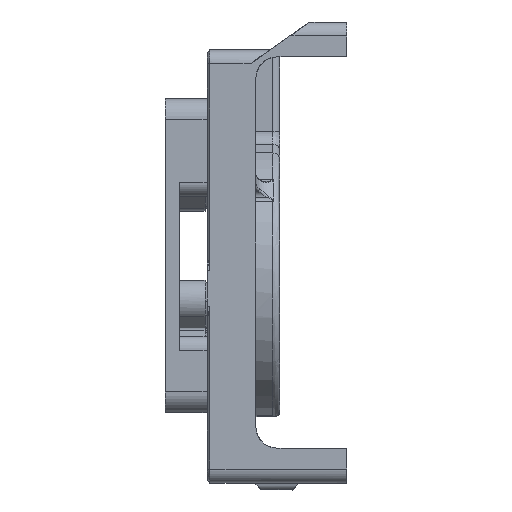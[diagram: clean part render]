
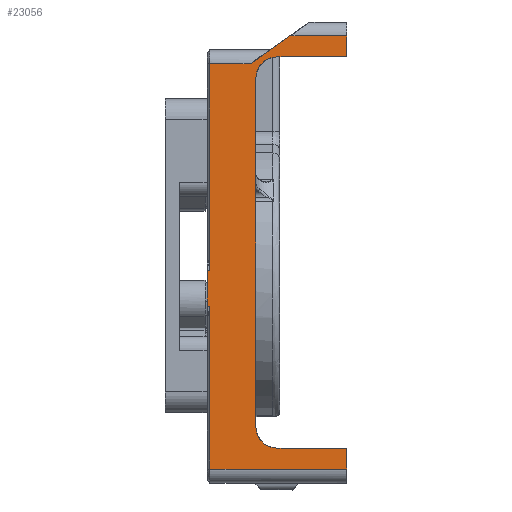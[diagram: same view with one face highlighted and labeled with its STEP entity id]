
A CAD part, left-side view. The second image highlights one B-rep face of the part: STEP entity #23056.
In plain terms, the highlighted planar face has unit normal (-1, 0, 0).
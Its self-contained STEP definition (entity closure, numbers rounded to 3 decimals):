
#186 = VERTEX_POINT ( 'NONE', #20810 ) ;
#1320 = DIRECTION ( 'NONE',  ( 0., 0., 1. ) ) ;
#1359 = VERTEX_POINT ( 'NONE', #18362 ) ;
#2172 = CARTESIAN_POINT ( 'NONE',  ( 123.9, -29.856, 122.096 ) ) ;
#2391 = DIRECTION ( 'NONE',  ( 0., 1., 0. ) ) ;
#2614 = VECTOR ( 'NONE', #36712, 1000. ) ;
#2665 = ORIENTED_EDGE ( 'NONE', *, *, #14402, .T. ) ;
#3034 = DIRECTION ( 'NONE',  ( -1., 0., 0. ) ) ;
#4094 = VECTOR ( 'NONE', #14975, 1000. ) ;
#4130 = ORIENTED_EDGE ( 'NONE', *, *, #6344, .T. ) ;
#4615 = VECTOR ( 'NONE', #2391, 1000. ) ;
#4783 = EDGE_CURVE ( 'NONE', #29575, #24072, #5777, .T. ) ;
#5102 = VECTOR ( 'NONE', #12821, 1000. ) ;
#5574 = LINE ( 'NONE', #36972, #32881 ) ;
#5777 = CIRCLE ( 'NONE', #23081, 3. ) ;
#5983 = CARTESIAN_POINT ( 'NONE',  ( 123.9, 36.966, 83.414 ) ) ;
#6344 = EDGE_CURVE ( 'NONE', #17698, #16601, #5574, .T. ) ;
#6389 = CARTESIAN_POINT ( 'NONE',  ( 123.9, -38., 58.096 ) ) ;
#6469 = VECTOR ( 'NONE', #28408, 1000. ) ;
#6516 = DIRECTION ( 'NONE',  ( 0., -1., 0. ) ) ;
#6655 = EDGE_LOOP ( 'NONE', ( #23860, #7302, #4130, #8981, #25171, #19779, #9762, #33595, #21718, #13808, #9496, #2665, #31685, #33164, #18737, #30548 ) ) ;
#6728 = DIRECTION ( 'NONE',  ( 0., -1., 0. ) ) ;
#6853 = VERTEX_POINT ( 'NONE', #27563 ) ;
#6899 = VECTOR ( 'NONE', #26854, 1000. ) ;
#7302 = ORIENTED_EDGE ( 'NONE', *, *, #31482, .T. ) ;
#8282 = VERTEX_POINT ( 'NONE', #33303 ) ;
#8426 = CARTESIAN_POINT ( 'NONE',  ( 123.9, -38., 119.096 ) ) ;
#8639 = EDGE_CURVE ( 'NONE', #23981, #17684, #18051, .T. ) ;
#8774 = DIRECTION ( 'NONE',  ( 0., 0., 1. ) ) ;
#8981 = ORIENTED_EDGE ( 'NONE', *, *, #15765, .T. ) ;
#9496 = ORIENTED_EDGE ( 'NONE', *, *, #12307, .T. ) ;
#9582 = EDGE_CURVE ( 'NONE', #8282, #20997, #26019, .T. ) ;
#9762 = ORIENTED_EDGE ( 'NONE', *, *, #32856, .F. ) ;
#10263 = DIRECTION ( 'NONE',  ( -1., 0., 0. ) ) ;
#10799 = LINE ( 'NONE', #13063, #17897 ) ;
#10954 = CARTESIAN_POINT ( 'NONE',  ( 123.9, -38., 122.096 ) ) ;
#11774 = EDGE_CURVE ( 'NONE', #30610, #186, #15614, .T. ) ;
#11947 = LINE ( 'NONE', #5983, #34472 ) ;
#12307 = EDGE_CURVE ( 'NONE', #6853, #26402, #36534, .T. ) ;
#12345 = CARTESIAN_POINT ( 'NONE',  ( 123.9, -25., 74.096 ) ) ;
#12457 = CARTESIAN_POINT ( 'NONE',  ( 123.9, -38., 60.096 ) ) ;
#12690 = CARTESIAN_POINT ( 'NONE',  ( 123.9, -18.4, 106.754 ) ) ;
#12821 = DIRECTION ( 'NONE',  ( 0., -1., 0. ) ) ;
#13063 = CARTESIAN_POINT ( 'NONE',  ( 123.9, -38., 63.096 ) ) ;
#13074 = PLANE ( 'NONE',  #27584 ) ;
#13202 = CARTESIAN_POINT ( 'NONE',  ( 123.9, -18.4, 74.596 ) ) ;
#13651 = CARTESIAN_POINT ( 'NONE',  ( 123.9, -28., 116.096 ) ) ;
#13729 = CARTESIAN_POINT ( 'NONE',  ( 123.9, -18.4, 88.545 ) ) ;
#13808 = ORIENTED_EDGE ( 'NONE', *, *, #24815, .T. ) ;
#14064 = CARTESIAN_POINT ( 'NONE',  ( 123.9, -28., 63.096 ) ) ;
#14204 = VECTOR ( 'NONE', #25847, 1000. ) ;
#14251 = CARTESIAN_POINT ( 'NONE',  ( 123.9, -32.5, 118.096 ) ) ;
#14402 = EDGE_CURVE ( 'NONE', #26402, #186, #14443, .T. ) ;
#14443 = LINE ( 'NONE', #14251, #14204 ) ;
#14975 = DIRECTION ( 'NONE',  ( 0., 0., 1. ) ) ;
#15254 = EDGE_CURVE ( 'NONE', #1359, #30610, #35164, .T. ) ;
#15614 = LINE ( 'NONE', #13202, #35839 ) ;
#15765 = EDGE_CURVE ( 'NONE', #16601, #24072, #10799, .T. ) ;
#15955 = CARTESIAN_POINT ( 'NONE',  ( 123.9, -18.4, 60.096 ) ) ;
#16447 = DIRECTION ( 'NONE',  ( 0., 0., 1. ) ) ;
#16601 = VERTEX_POINT ( 'NONE', #19988 ) ;
#17684 = VERTEX_POINT ( 'NONE', #36326 ) ;
#17698 = VERTEX_POINT ( 'NONE', #36502 ) ;
#17897 = VECTOR ( 'NONE', #22198, 1000. ) ;
#18051 = LINE ( 'NONE', #27032, #6899 ) ;
#18315 = CARTESIAN_POINT ( 'NONE',  ( 123.9, 36.966, 88.545 ) ) ;
#18362 = CARTESIAN_POINT ( 'NONE',  ( 123.9, -18., 88.545 ) ) ;
#18651 = CARTESIAN_POINT ( 'NONE',  ( 123.9, -28., 119.096 ) ) ;
#18665 = CARTESIAN_POINT ( 'NONE',  ( 123.9, -28., 66.096 ) ) ;
#18737 = ORIENTED_EDGE ( 'NONE', *, *, #31266, .T. ) ;
#18837 = VECTOR ( 'NONE', #20901, 1000. ) ;
#19403 = CIRCLE ( 'NONE', #28960, 3. ) ;
#19779 = ORIENTED_EDGE ( 'NONE', *, *, #36967, .F. ) ;
#19988 = CARTESIAN_POINT ( 'NONE',  ( 123.9, -38., 63.096 ) ) ;
#20088 = VECTOR ( 'NONE', #29525, 1000. ) ;
#20227 = VERTEX_POINT ( 'NONE', #20621 ) ;
#20621 = CARTESIAN_POINT ( 'NONE',  ( 123.9, -18., 83.414 ) ) ;
#20679 = LINE ( 'NONE', #12457, #5102 ) ;
#20810 = CARTESIAN_POINT ( 'NONE',  ( 123.9, -18.4, 118.096 ) ) ;
#20901 = DIRECTION ( 'NONE',  ( 0., 0., -1. ) ) ;
#20997 = VERTEX_POINT ( 'NONE', #31012 ) ;
#21718 = ORIENTED_EDGE ( 'NONE', *, *, #9582, .T. ) ;
#22198 = DIRECTION ( 'NONE',  ( 0., 1., 0. ) ) ;
#22464 = CARTESIAN_POINT ( 'NONE',  ( 123.9, -24.144, 118.096 ) ) ;
#23056 = ADVANCED_FACE ( 'NONE', ( #27276 ), #13074, .T. ) ;
#23081 = AXIS2_PLACEMENT_3D ( 'NONE', #18665, #10263, #1320 ) ;
#23171 = VERTEX_POINT ( 'NONE', #34184 ) ;
#23711 = CARTESIAN_POINT ( 'NONE',  ( 123.9, -18., 88.545 ) ) ;
#23860 = ORIENTED_EDGE ( 'NONE', *, *, #8639, .F. ) ;
#23981 = VERTEX_POINT ( 'NONE', #15955 ) ;
#24072 = VERTEX_POINT ( 'NONE', #14064 ) ;
#24090 = DIRECTION ( 'NONE',  ( 0., 0., -1. ) ) ;
#24401 = VECTOR ( 'NONE', #6728, 1000. ) ;
#24815 = EDGE_CURVE ( 'NONE', #20997, #6853, #30756, .T. ) ;
#25171 = ORIENTED_EDGE ( 'NONE', *, *, #4783, .F. ) ;
#25232 = LINE ( 'NONE', #8426, #6469 ) ;
#25847 = DIRECTION ( 'NONE',  ( 0., 1., 0. ) ) ;
#26019 = LINE ( 'NONE', #6389, #4094 ) ;
#26345 = DIRECTION ( 'NONE',  ( 0., 0., 1. ) ) ;
#26402 = VERTEX_POINT ( 'NONE', #22464 ) ;
#26705 = LINE ( 'NONE', #23711, #18837 ) ;
#26753 = EDGE_CURVE ( 'NONE', #20227, #17684, #11947, .T. ) ;
#26854 = DIRECTION ( 'NONE',  ( 0., 0., 1. ) ) ;
#26923 = LINE ( 'NONE', #12345, #20088 ) ;
#26934 = VERTEX_POINT ( 'NONE', #18651 ) ;
#27032 = CARTESIAN_POINT ( 'NONE',  ( 123.9, -18.4, 74.596 ) ) ;
#27080 = DIRECTION ( 'NONE',  ( -1., 0., 0. ) ) ;
#27276 = FACE_OUTER_BOUND ( 'NONE', #6655, .T. ) ;
#27563 = CARTESIAN_POINT ( 'NONE',  ( 123.9, -29.856, 122.096 ) ) ;
#27584 = AXIS2_PLACEMENT_3D ( 'NONE', #12690, #27080, #24090 ) ;
#27638 = EDGE_CURVE ( 'NONE', #8282, #26934, #25232, .T. ) ;
#28408 = DIRECTION ( 'NONE',  ( 0., 1., 0. ) ) ;
#28960 = AXIS2_PLACEMENT_3D ( 'NONE', #13651, #3034, #16447 ) ;
#29525 = DIRECTION ( 'NONE',  ( 0., 0., -1. ) ) ;
#29575 = VERTEX_POINT ( 'NONE', #33497 ) ;
#30548 = ORIENTED_EDGE ( 'NONE', *, *, #26753, .T. ) ;
#30610 = VERTEX_POINT ( 'NONE', #13729 ) ;
#30756 = LINE ( 'NONE', #10954, #4615 ) ;
#31012 = CARTESIAN_POINT ( 'NONE',  ( 123.9, -38., 122.096 ) ) ;
#31266 = EDGE_CURVE ( 'NONE', #1359, #20227, #26705, .T. ) ;
#31482 = EDGE_CURVE ( 'NONE', #23981, #17698, #20679, .T. ) ;
#31685 = ORIENTED_EDGE ( 'NONE', *, *, #11774, .F. ) ;
#32856 = EDGE_CURVE ( 'NONE', #26934, #23171, #19403, .T. ) ;
#32881 = VECTOR ( 'NONE', #8774, 1000. ) ;
#33164 = ORIENTED_EDGE ( 'NONE', *, *, #15254, .F. ) ;
#33303 = CARTESIAN_POINT ( 'NONE',  ( 123.9, -38., 119.096 ) ) ;
#33497 = CARTESIAN_POINT ( 'NONE',  ( 123.9, -25., 66.096 ) ) ;
#33595 = ORIENTED_EDGE ( 'NONE', *, *, #27638, .F. ) ;
#34184 = CARTESIAN_POINT ( 'NONE',  ( 123.9, -25., 116.096 ) ) ;
#34472 = VECTOR ( 'NONE', #6516, 1000. ) ;
#35164 = LINE ( 'NONE', #18315, #24401 ) ;
#35839 = VECTOR ( 'NONE', #26345, 1000. ) ;
#36326 = CARTESIAN_POINT ( 'NONE',  ( 123.9, -18.4, 83.414 ) ) ;
#36502 = CARTESIAN_POINT ( 'NONE',  ( 123.9, -38., 60.096 ) ) ;
#36534 = LINE ( 'NONE', #2172, #2614 ) ;
#36712 = DIRECTION ( 'NONE',  ( 0., 0.819, -0.574 ) ) ;
#36967 = EDGE_CURVE ( 'NONE', #23171, #29575, #26923, .T. ) ;
#36972 = CARTESIAN_POINT ( 'NONE',  ( 123.9, -38., 58.096 ) ) ;
